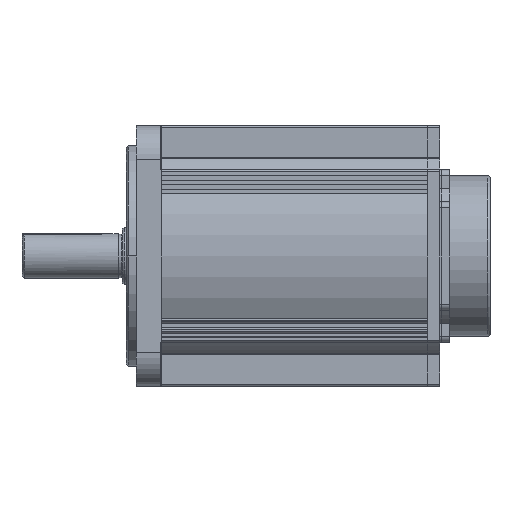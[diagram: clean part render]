
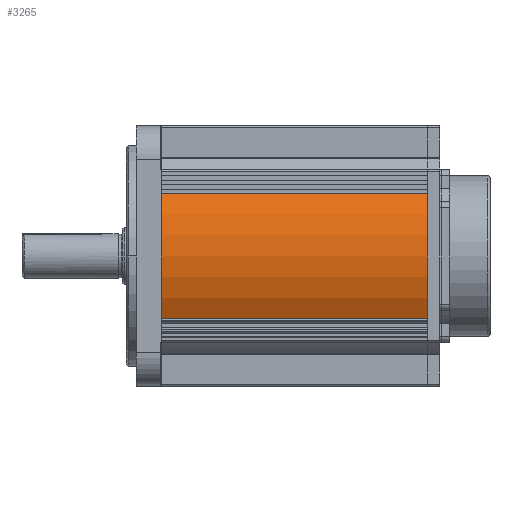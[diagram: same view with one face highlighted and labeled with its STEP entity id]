
A CAD part, front view. The second image highlights one B-rep face of the part: STEP entity #3265.
In plain terms, the highlighted cylindrical face has radius 65 mm (diameter 130 mm), a partial arc.
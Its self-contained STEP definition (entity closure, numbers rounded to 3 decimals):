
#410 = LINE ( 'NONE', #14780, #20037 ) ;
#2453 = VERTEX_POINT ( 'NONE', #4777 ) ;
#3265 = ADVANCED_FACE ( 'NONE', ( #7092 ), #10895, .T. ) ;
#3961 = CIRCLE ( 'NONE', #8354, 65. ) ;
#4777 = CARTESIAN_POINT ( 'NONE',  ( 202.5, -57.131, -31. ) ) ;
#5009 = VERTEX_POINT ( 'NONE', #12765 ) ;
#7092 = FACE_OUTER_BOUND ( 'NONE', #18715, .T. ) ;
#7529 = CARTESIAN_POINT ( 'NONE',  ( 69.5, -57.131, -31. ) ) ;
#8354 = AXIS2_PLACEMENT_3D ( 'NONE', #21366, #19634, #14242 ) ;
#8358 = EDGE_CURVE ( 'NONE', #5009, #2453, #9274, .T. ) ;
#8706 = CARTESIAN_POINT ( 'NONE',  ( 202.5, 0., 0. ) ) ;
#9136 = LINE ( 'NONE', #18777, #18308 ) ;
#9274 = CIRCLE ( 'NONE', #16471, 65. ) ;
#9624 = CARTESIAN_POINT ( 'NONE',  ( 202.5, 0., 0. ) ) ;
#10280 = EDGE_CURVE ( 'NONE', #2453, #13104, #410, .T. ) ;
#10633 = DIRECTION ( 'NONE',  ( 1., 0., 0. ) ) ;
#10895 = CYLINDRICAL_SURFACE ( 'NONE', #13471, 65. ) ;
#11182 = DIRECTION ( 'NONE',  ( -1., 0., 0. ) ) ;
#11494 = DIRECTION ( 'NONE',  ( -1., 0., 0. ) ) ;
#12765 = CARTESIAN_POINT ( 'NONE',  ( 202.5, -57.131, 31. ) ) ;
#12908 = ORIENTED_EDGE ( 'NONE', *, *, #8358, .F. ) ;
#13104 = VERTEX_POINT ( 'NONE', #7529 ) ;
#13471 = AXIS2_PLACEMENT_3D ( 'NONE', #9624, #11494, #17025 ) ;
#13820 = EDGE_CURVE ( 'NONE', #5009, #19213, #9136, .T. ) ;
#13844 = CARTESIAN_POINT ( 'NONE',  ( 69.5, -57.131, 31. ) ) ;
#14242 = DIRECTION ( 'NONE',  ( 0., -1., 0. ) ) ;
#14780 = CARTESIAN_POINT ( 'NONE',  ( 202.5, -57.131, -31. ) ) ;
#16471 = AXIS2_PLACEMENT_3D ( 'NONE', #8706, #10633, #19775 ) ;
#17025 = DIRECTION ( 'NONE',  ( 0., 1., 0. ) ) ;
#18308 = VECTOR ( 'NONE', #18521, 1000. ) ;
#18521 = DIRECTION ( 'NONE',  ( -1., 0., 0. ) ) ;
#18715 = EDGE_LOOP ( 'NONE', ( #21811, #19865, #12908, #21335 ) ) ;
#18777 = CARTESIAN_POINT ( 'NONE',  ( 202.5, -57.131, 31. ) ) ;
#19213 = VERTEX_POINT ( 'NONE', #13844 ) ;
#19634 = DIRECTION ( 'NONE',  ( 1., 0., 0. ) ) ;
#19775 = DIRECTION ( 'NONE',  ( 0., -1., 0. ) ) ;
#19855 = EDGE_CURVE ( 'NONE', #19213, #13104, #3961, .T. ) ;
#19865 = ORIENTED_EDGE ( 'NONE', *, *, #10280, .F. ) ;
#20037 = VECTOR ( 'NONE', #11182, 1000. ) ;
#21335 = ORIENTED_EDGE ( 'NONE', *, *, #13820, .T. ) ;
#21366 = CARTESIAN_POINT ( 'NONE',  ( 69.5, 0., 0. ) ) ;
#21811 = ORIENTED_EDGE ( 'NONE', *, *, #19855, .T. ) ;
